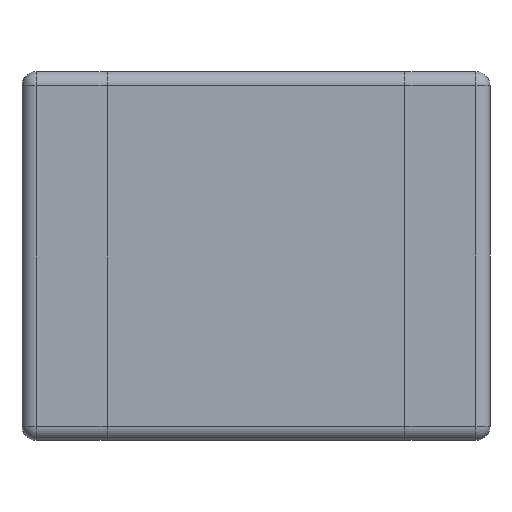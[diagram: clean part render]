
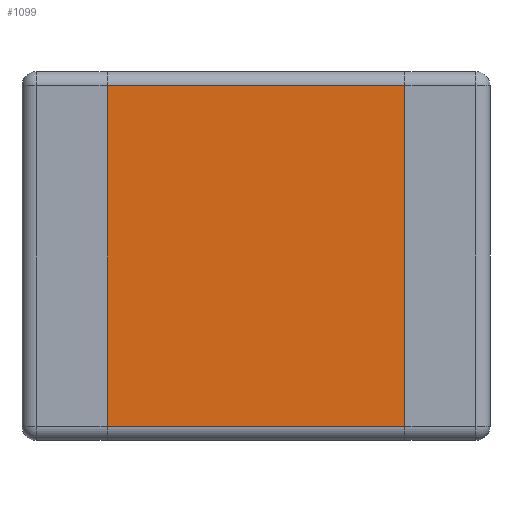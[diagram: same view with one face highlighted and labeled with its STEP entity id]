
A CAD part, front view. The second image highlights one B-rep face of the part: STEP entity #1099.
In plain terms, the highlighted planar face has unit normal (0, -1, 0).
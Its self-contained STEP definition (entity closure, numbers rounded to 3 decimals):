
#3 = DIRECTION ( 'NONE',  ( 0., -1., 0. ) ) ;
#20 = PLANE ( 'NONE',  #871 ) ;
#24 = CARTESIAN_POINT ( 'NONE',  ( 1.05, 0., 1.3 ) ) ;
#64 = LINE ( 'NONE', #975, #882 ) ;
#72 = EDGE_CURVE ( 'NONE', #1268, #617, #1036, .T. ) ;
#141 = VECTOR ( 'NONE', #898, 1000. ) ;
#178 = ORIENTED_EDGE ( 'NONE', *, *, #1424, .T. ) ;
#253 = VECTOR ( 'NONE', #912, 1000. ) ;
#352 = CARTESIAN_POINT ( 'NONE',  ( 1.05, 0., -1.2 ) ) ;
#404 = ORIENTED_EDGE ( 'NONE', *, *, #72, .F. ) ;
#617 = VERTEX_POINT ( 'NONE', #1337 ) ;
#695 = LINE ( 'NONE', #352, #253 ) ;
#699 = EDGE_CURVE ( 'NONE', #1124, #617, #695, .T. ) ;
#702 = VERTEX_POINT ( 'NONE', #1261 ) ;
#715 = ORIENTED_EDGE ( 'NONE', *, *, #1231, .F. ) ;
#867 = DIRECTION ( 'NONE',  ( -1., 0., 0. ) ) ;
#871 = AXIS2_PLACEMENT_3D ( 'NONE', #1342, #3, #910 ) ;
#882 = VECTOR ( 'NONE', #966, 1000. ) ;
#898 = DIRECTION ( 'NONE',  ( 0., 0., -1. ) ) ;
#910 = DIRECTION ( 'NONE',  ( 0., 0., -1. ) ) ;
#912 = DIRECTION ( 'NONE',  ( 1., 0., 0. ) ) ;
#933 = CARTESIAN_POINT ( 'NONE',  ( -1.05, 0., -1.2 ) ) ;
#966 = DIRECTION ( 'NONE',  ( 0., 0., 1. ) ) ;
#975 = CARTESIAN_POINT ( 'NONE',  ( -1.05, 0., 1.3 ) ) ;
#987 = LINE ( 'NONE', #1435, #1071 ) ;
#1005 = FACE_OUTER_BOUND ( 'NONE', #1053, .T. ) ;
#1036 = LINE ( 'NONE', #24, #141 ) ;
#1053 = EDGE_LOOP ( 'NONE', ( #715, #1338, #404, #178 ) ) ;
#1071 = VECTOR ( 'NONE', #867, 1000. ) ;
#1099 = ADVANCED_FACE ( 'NONE', ( #1005 ), #20, .T. ) ;
#1124 = VERTEX_POINT ( 'NONE', #933 ) ;
#1201 = CARTESIAN_POINT ( 'NONE',  ( 1.05, 0., 1.2 ) ) ;
#1231 = EDGE_CURVE ( 'NONE', #1124, #702, #64, .T. ) ;
#1261 = CARTESIAN_POINT ( 'NONE',  ( -1.05, 0., 1.2 ) ) ;
#1268 = VERTEX_POINT ( 'NONE', #1201 ) ;
#1337 = CARTESIAN_POINT ( 'NONE',  ( 1.05, 0., -1.2 ) ) ;
#1338 = ORIENTED_EDGE ( 'NONE', *, *, #699, .T. ) ;
#1342 = CARTESIAN_POINT ( 'NONE',  ( 0., 0., 0. ) ) ;
#1424 = EDGE_CURVE ( 'NONE', #1268, #702, #987, .T. ) ;
#1435 = CARTESIAN_POINT ( 'NONE',  ( -1.05, 0., 1.2 ) ) ;
